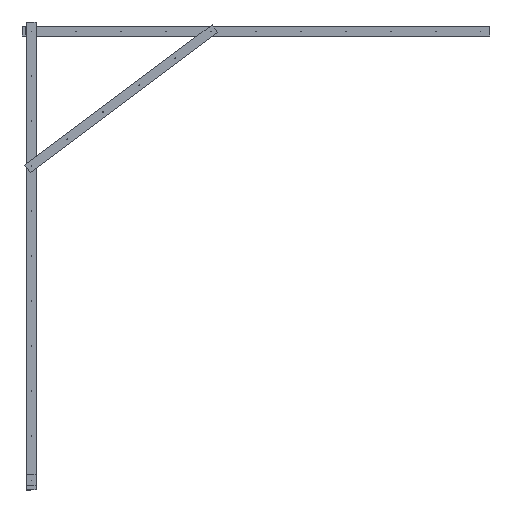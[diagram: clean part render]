
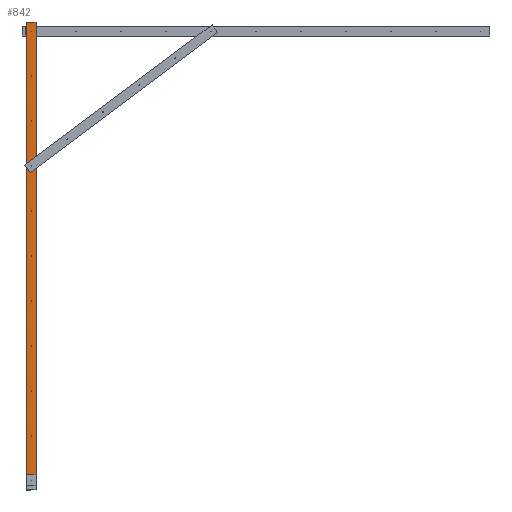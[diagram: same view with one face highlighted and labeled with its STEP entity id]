
A CAD part, top view. The second image highlights one B-rep face of the part: STEP entity #842.
In plain terms, the highlighted face is planar.
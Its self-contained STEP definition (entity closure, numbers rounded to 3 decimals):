
#44=FACE_BOUND('',#160,.T.);
#45=FACE_BOUND('',#161,.T.);
#46=FACE_BOUND('',#162,.T.);
#47=FACE_BOUND('',#163,.T.);
#48=FACE_BOUND('',#164,.T.);
#49=FACE_BOUND('',#165,.T.);
#50=FACE_BOUND('',#166,.T.);
#51=FACE_BOUND('',#167,.T.);
#52=FACE_BOUND('',#168,.T.);
#53=FACE_BOUND('',#169,.T.);
#73=PLANE('',#957);
#110=FACE_OUTER_BOUND('',#159,.T.);
#159=EDGE_LOOP('',(#701,#702,#703,#704));
#160=EDGE_LOOP('',(#705));
#161=EDGE_LOOP('',(#706));
#162=EDGE_LOOP('',(#707));
#163=EDGE_LOOP('',(#708));
#164=EDGE_LOOP('',(#709));
#165=EDGE_LOOP('',(#710));
#166=EDGE_LOOP('',(#711));
#167=EDGE_LOOP('',(#712));
#168=EDGE_LOOP('',(#713));
#169=EDGE_LOOP('',(#714));
#226=LINE('',#1395,#291);
#227=LINE('',#1398,#292);
#228=LINE('',#1400,#293);
#229=LINE('',#1401,#294);
#291=VECTOR('',#1159,10.);
#292=VECTOR('',#1162,10.);
#293=VECTOR('',#1163,10.);
#294=VECTOR('',#1164,10.);
#343=CIRCLE('',#915,0.75);
#346=CIRCLE('',#919,0.75);
#349=CIRCLE('',#923,0.75);
#352=CIRCLE('',#927,0.75);
#355=CIRCLE('',#931,0.75);
#358=CIRCLE('',#935,0.75);
#361=CIRCLE('',#939,0.75);
#364=CIRCLE('',#943,0.75);
#367=CIRCLE('',#947,0.75);
#373=CIRCLE('',#955,0.75);
#401=VERTEX_POINT('',#1304);
#404=VERTEX_POINT('',#1312);
#407=VERTEX_POINT('',#1320);
#410=VERTEX_POINT('',#1328);
#413=VERTEX_POINT('',#1336);
#416=VERTEX_POINT('',#1344);
#419=VERTEX_POINT('',#1352);
#422=VERTEX_POINT('',#1360);
#425=VERTEX_POINT('',#1368);
#431=VERTEX_POINT('',#1384);
#433=VERTEX_POINT('',#1389);
#435=VERTEX_POINT('',#1393);
#436=VERTEX_POINT('',#1397);
#437=VERTEX_POINT('',#1399);
#494=EDGE_CURVE('',#401,#401,#343,.T.);
#498=EDGE_CURVE('',#404,#404,#346,.T.);
#502=EDGE_CURVE('',#407,#407,#349,.T.);
#506=EDGE_CURVE('',#410,#410,#352,.T.);
#510=EDGE_CURVE('',#413,#413,#355,.T.);
#514=EDGE_CURVE('',#416,#416,#358,.T.);
#518=EDGE_CURVE('',#419,#419,#361,.T.);
#522=EDGE_CURVE('',#422,#422,#364,.T.);
#526=EDGE_CURVE('',#425,#425,#367,.T.);
#534=EDGE_CURVE('',#431,#431,#373,.T.);
#538=EDGE_CURVE('',#433,#435,#226,.T.);
#539=EDGE_CURVE('',#436,#433,#227,.T.);
#540=EDGE_CURVE('',#437,#435,#228,.T.);
#541=EDGE_CURVE('',#436,#437,#229,.T.);
#701=ORIENTED_EDGE('',*,*,#539,.T.);
#702=ORIENTED_EDGE('',*,*,#538,.T.);
#703=ORIENTED_EDGE('',*,*,#540,.F.);
#704=ORIENTED_EDGE('',*,*,#541,.F.);
#705=ORIENTED_EDGE('',*,*,#494,.T.);
#706=ORIENTED_EDGE('',*,*,#498,.T.);
#707=ORIENTED_EDGE('',*,*,#502,.T.);
#708=ORIENTED_EDGE('',*,*,#506,.T.);
#709=ORIENTED_EDGE('',*,*,#510,.T.);
#710=ORIENTED_EDGE('',*,*,#514,.T.);
#711=ORIENTED_EDGE('',*,*,#518,.T.);
#712=ORIENTED_EDGE('',*,*,#522,.T.);
#713=ORIENTED_EDGE('',*,*,#526,.T.);
#714=ORIENTED_EDGE('',*,*,#534,.T.);
#842=ADVANCED_FACE('',(#110,#44,#45,#46,#47,#48,#49,#50,#51,#52,#53),#73,
 .T.);
#915=AXIS2_PLACEMENT_3D('',#1306,#1062,#1063);
#919=AXIS2_PLACEMENT_3D('',#1314,#1071,#1072);
#923=AXIS2_PLACEMENT_3D('',#1322,#1080,#1081);
#927=AXIS2_PLACEMENT_3D('',#1330,#1089,#1090);
#931=AXIS2_PLACEMENT_3D('',#1338,#1098,#1099);
#935=AXIS2_PLACEMENT_3D('',#1346,#1107,#1108);
#939=AXIS2_PLACEMENT_3D('',#1354,#1116,#1117);
#943=AXIS2_PLACEMENT_3D('',#1362,#1125,#1126);
#947=AXIS2_PLACEMENT_3D('',#1370,#1134,#1135);
#955=AXIS2_PLACEMENT_3D('',#1386,#1152,#1153);
#957=AXIS2_PLACEMENT_3D('',#1396,#1160,#1161);
#1062=DIRECTION('center_axis',(0.,0.,1.));
#1063=DIRECTION('ref_axis',(1.,0.,0.));
#1071=DIRECTION('center_axis',(0.,0.,1.));
#1072=DIRECTION('ref_axis',(1.,0.,0.));
#1080=DIRECTION('center_axis',(0.,0.,1.));
#1081=DIRECTION('ref_axis',(1.,0.,0.));
#1089=DIRECTION('center_axis',(0.,0.,1.));
#1090=DIRECTION('ref_axis',(1.,0.,0.));
#1098=DIRECTION('center_axis',(0.,0.,1.));
#1099=DIRECTION('ref_axis',(1.,0.,0.));
#1107=DIRECTION('center_axis',(0.,0.,1.));
#1108=DIRECTION('ref_axis',(1.,0.,0.));
#1116=DIRECTION('center_axis',(0.,0.,1.));
#1117=DIRECTION('ref_axis',(1.,0.,0.));
#1125=DIRECTION('center_axis',(0.,0.,1.));
#1126=DIRECTION('ref_axis',(1.,0.,0.));
#1134=DIRECTION('center_axis',(0.,0.,1.));
#1135=DIRECTION('ref_axis',(1.,0.,0.));
#1152=DIRECTION('center_axis',(0.,0.,1.));
#1153=DIRECTION('ref_axis',(1.,0.,0.));
#1159=DIRECTION('',(0.,1.,0.));
#1160=DIRECTION('center_axis',(0.,0.,-1.));
#1161=DIRECTION('ref_axis',(-1.,0.,0.));
#1162=DIRECTION('',(-1.,0.,0.));
#1163=DIRECTION('',(-1.,0.,0.));
#1164=DIRECTION('',(0.,1.,0.));
#1304=CARTESIAN_POINT('',(19.25,10.,0.));
#1306=CARTESIAN_POINT('Origin',(20.,10.,0.));
#1312=CARTESIAN_POINT('',(115.25,10.,0.));
#1314=CARTESIAN_POINT('Origin',(116.,10.,0.));
#1320=CARTESIAN_POINT('',(211.25,10.,0.));
#1322=CARTESIAN_POINT('Origin',(212.,10.,0.));
#1328=CARTESIAN_POINT('',(307.25,10.,0.));
#1330=CARTESIAN_POINT('Origin',(308.,10.,0.));
#1336=CARTESIAN_POINT('',(403.25,10.,0.));
#1338=CARTESIAN_POINT('Origin',(404.,10.,0.));
#1344=CARTESIAN_POINT('',(595.25,10.,0.));
#1346=CARTESIAN_POINT('Origin',(596.,10.,0.));
#1352=CARTESIAN_POINT('',(691.25,10.,0.));
#1354=CARTESIAN_POINT('Origin',(692.,10.,0.));
#1360=CARTESIAN_POINT('',(787.25,10.,0.));
#1362=CARTESIAN_POINT('Origin',(788.,10.,0.));
#1368=CARTESIAN_POINT('',(883.25,10.,0.));
#1370=CARTESIAN_POINT('Origin',(884.,10.,0.));
#1384=CARTESIAN_POINT('',(499.25,10.,0.));
#1386=CARTESIAN_POINT('Origin',(500.,10.,0.));
#1389=CARTESIAN_POINT('',(0.,0.,0.));
#1393=CARTESIAN_POINT('',(0.,20.,0.));
#1395=CARTESIAN_POINT('',(0.,0.,0.));
#1396=CARTESIAN_POINT('Origin',(966.,0.,0.));
#1397=CARTESIAN_POINT('',(966.,0.,0.));
#1398=CARTESIAN_POINT('',(966.,0.,0.));
#1399=CARTESIAN_POINT('',(966.,20.,0.));
#1400=CARTESIAN_POINT('',(966.,20.,0.));
#1401=CARTESIAN_POINT('',(966.,0.,0.));
